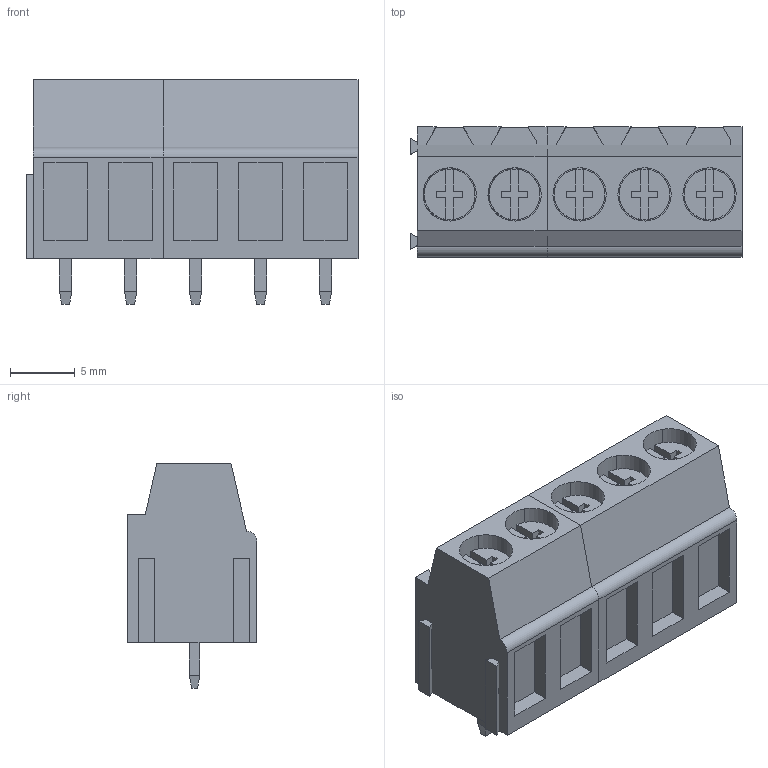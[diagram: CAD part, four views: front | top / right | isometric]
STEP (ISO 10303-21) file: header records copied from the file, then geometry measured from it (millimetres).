
FILE_DESCRIPTION(('CATIA V5 STEP Exchange','CAx-IF Rec.Pracs.--- Model Styling and Organization---1.2---2011-12-15'),'2;1');
FILE_NAME ('D1457409_0_1845310000_1845310000.stp','2018-03-30T13:32:58+00:00',('none'),('Weidmueller'),'CATIA Version 5-6 Release 2014','CATIA V5 STEP AP214','none');
FILE_SCHEMA(('AUTOMOTIVE_DESIGN { 1 0 10303 214 1 1 1 1 }'));
Length unit declared in the file: millimetre
Products named in the file (1): 1845310000
Bounding box: 25.55 x 10 x 17.3 mm (x, y, z)
Volume: 2458 mm3; surface area: 3008.7 mm2
Topology: 12 solids, 12 shells, 434 faces, 1165 edges, 770 vertices
Faces by surface type: plane 362, cylinder 72
Entity records: 13661 total; most frequent: CARTESIAN_POINT 2707, ORIENTED_EDGE 2330, DIRECTION 1949, EDGE_CURVE 1165, VECTOR 951, LINE 951, VERTEX_POINT 770, AXIS2_PLACEMENT_3D 564
